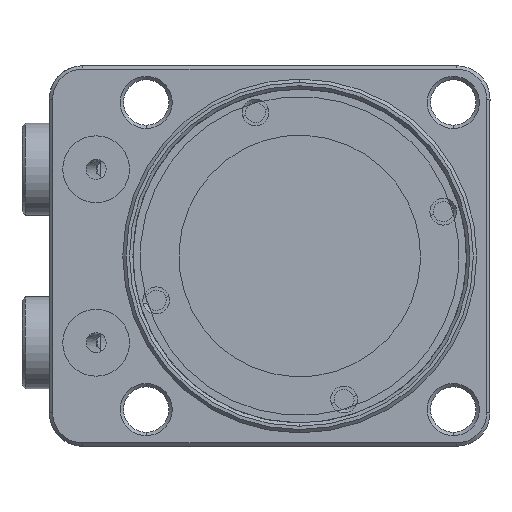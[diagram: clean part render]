
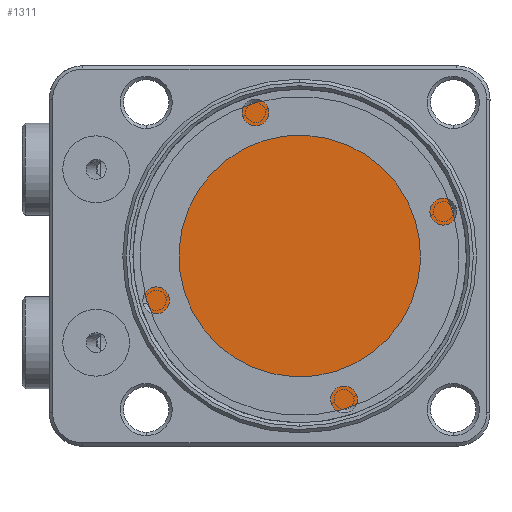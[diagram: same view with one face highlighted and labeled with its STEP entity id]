
A CAD part, front view. The second image highlights one B-rep face of the part: STEP entity #1311.
In plain terms, the highlighted planar face has unit normal (0, -1, 0).
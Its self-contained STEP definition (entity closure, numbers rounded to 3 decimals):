
#633 = CARTESIAN_POINT ( 'NONE',  ( 102.697, 11.37, -23.887 ) ) ;
#1311 = ADVANCED_FACE ( 'NONE', ( #6496 ), #9473, .T. ) ;
#3119 = CARTESIAN_POINT ( 'NONE',  ( 102.697, 11.37, 0. ) ) ;
#3263 = EDGE_CURVE ( 'NONE', #7093, #4994, #7381, .T. ) ;
#3433 = DIRECTION ( 'NONE',  ( 0., 1., 0. ) ) ;
#3882 = DIRECTION ( 'NONE',  ( 0., 0., 1. ) ) ;
#4937 = CARTESIAN_POINT ( 'NONE',  ( 102.697, 11.37, 23.887 ) ) ;
#4994 = VERTEX_POINT ( 'NONE', #633 ) ;
#6248 = EDGE_LOOP ( 'NONE', ( #8601, #9054 ) ) ;
#6496 = FACE_OUTER_BOUND ( 'NONE', #6248, .T. ) ;
#7061 = DIRECTION ( 'NONE',  ( 0., 0., -1. ) ) ;
#7093 = VERTEX_POINT ( 'NONE', #4937 ) ;
#7381 = CIRCLE ( 'NONE', #8802, 23.887 ) ;
#7938 = CARTESIAN_POINT ( 'NONE',  ( 102.697, 11.37, 0. ) ) ;
#8087 = EDGE_CURVE ( 'NONE', #4994, #7093, #8992, .T. ) ;
#8096 = CARTESIAN_POINT ( 'NONE',  ( 85.965, 11.37, 0. ) ) ;
#8387 = DIRECTION ( 'NONE',  ( 0., 1., 0. ) ) ;
#8601 = ORIENTED_EDGE ( 'NONE', *, *, #3263, .F. ) ;
#8619 = DIRECTION ( 'NONE',  ( 0., -1., 0. ) ) ;
#8683 = DIRECTION ( 'NONE',  ( 0., 0., 1. ) ) ;
#8802 = AXIS2_PLACEMENT_3D ( 'NONE', #3119, #8387, #3882 ) ;
#8992 = CIRCLE ( 'NONE', #9450, 23.887 ) ;
#9054 = ORIENTED_EDGE ( 'NONE', *, *, #8087, .F. ) ;
#9450 = AXIS2_PLACEMENT_3D ( 'NONE', #7938, #3433, #8683 ) ;
#9473 = PLANE ( 'NONE',  #9540 ) ;
#9540 = AXIS2_PLACEMENT_3D ( 'NONE', #8096, #8619, #7061 ) ;
